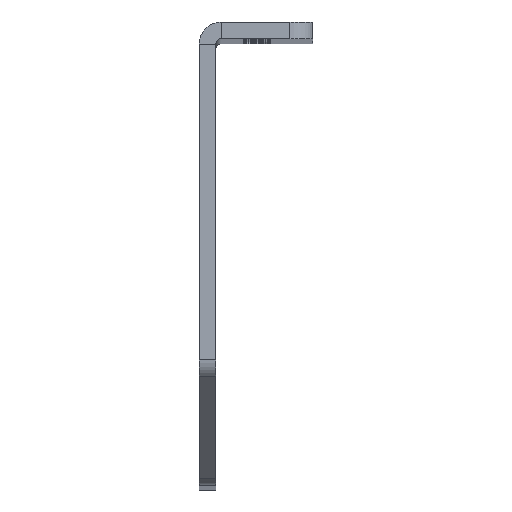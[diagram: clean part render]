
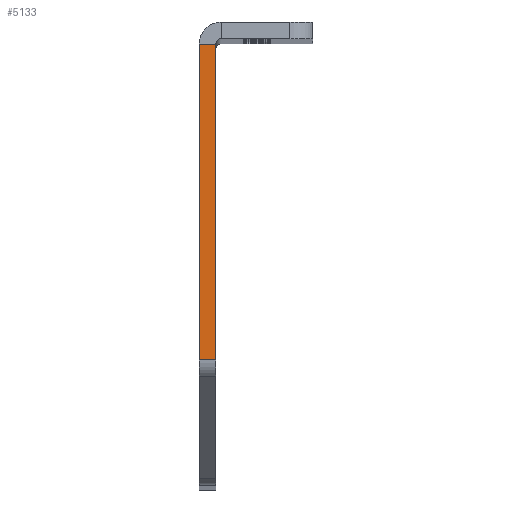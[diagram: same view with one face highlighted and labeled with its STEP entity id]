
A CAD part, top view. The second image highlights one B-rep face of the part: STEP entity #5133.
In plain terms, the highlighted planar face has unit normal (0, 0, 1).
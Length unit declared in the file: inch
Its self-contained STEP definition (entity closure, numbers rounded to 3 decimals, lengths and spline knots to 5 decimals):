
#669 = DIRECTION ( 'NONE',  ( 1., 0., 0. ) ) ;
#958 = VERTEX_POINT ( 'NONE', #9216 ) ;
#1346 = DIRECTION ( 'NONE',  ( 0., -1., 0. ) ) ;
#1700 = CARTESIAN_POINT ( 'NONE',  ( -0.09, 0., 0. ) ) ;
#1960 = EDGE_LOOP ( 'NONE', ( #7519, #9407, #4654, #8069 ) ) ;
#2176 = VERTEX_POINT ( 'NONE', #5898 ) ;
#2446 = DIRECTION ( 'NONE',  ( 0., 0., 1. ) ) ;
#2449 = CARTESIAN_POINT ( 'NONE',  ( 0., 0.6817, 0. ) ) ;
#2569 = VERTEX_POINT ( 'NONE', #2449 ) ;
#3170 = EDGE_CURVE ( 'NONE', #4793, #958, #7870, .T. ) ;
#3273 = LINE ( 'NONE', #1700, #8308 ) ;
#3291 = DIRECTION ( 'NONE',  ( 1., 0., 0. ) ) ;
#3512 = DIRECTION ( 'NONE',  ( -1., 0., 0. ) ) ;
#3610 = CARTESIAN_POINT ( 'NONE',  ( 0., 2.39844, 0. ) ) ;
#4654 = ORIENTED_EDGE ( 'NONE', *, *, #5510, .T. ) ;
#4692 = DIRECTION ( 'NONE',  ( 0., -1., 0. ) ) ;
#4793 = VERTEX_POINT ( 'NONE', #7020 ) ;
#4961 = LINE ( 'NONE', #7945, #9451 ) ;
#5108 = CARTESIAN_POINT ( 'NONE',  ( 0., 0.6817, 0. ) ) ;
#5133 = ADVANCED_FACE ( 'NONE', ( #8513 ), #7005, .T. ) ;
#5426 = VECTOR ( 'NONE', #3512, 39.37008 ) ;
#5477 = CARTESIAN_POINT ( 'NONE',  ( -0.09, 0., 0. ) ) ;
#5510 = EDGE_CURVE ( 'NONE', #958, #2176, #3273, .T. ) ;
#5898 = CARTESIAN_POINT ( 'NONE',  ( -0.09, 0.6817, 0. ) ) ;
#6905 = VECTOR ( 'NONE', #669, 39.37008 ) ;
#7005 = PLANE ( 'NONE',  #7956 ) ;
#7020 = CARTESIAN_POINT ( 'NONE',  ( 0., 2.39844, 0. ) ) ;
#7456 = EDGE_CURVE ( 'NONE', #2176, #2569, #7869, .T. ) ;
#7519 = ORIENTED_EDGE ( 'NONE', *, *, #8137, .F. ) ;
#7869 = LINE ( 'NONE', #5108, #6905 ) ;
#7870 = LINE ( 'NONE', #3610, #5426 ) ;
#7945 = CARTESIAN_POINT ( 'NONE',  ( 0., 0., 0. ) ) ;
#7956 = AXIS2_PLACEMENT_3D ( 'NONE', #5477, #2446, #3291 ) ;
#8069 = ORIENTED_EDGE ( 'NONE', *, *, #7456, .T. ) ;
#8137 = EDGE_CURVE ( 'NONE', #4793, #2569, #4961, .T. ) ;
#8308 = VECTOR ( 'NONE', #4692, 39.37008 ) ;
#8513 = FACE_OUTER_BOUND ( 'NONE', #1960, .T. ) ;
#9216 = CARTESIAN_POINT ( 'NONE',  ( -0.09, 2.39844, 0. ) ) ;
#9407 = ORIENTED_EDGE ( 'NONE', *, *, #3170, .T. ) ;
#9451 = VECTOR ( 'NONE', #1346, 39.37008 ) ;
